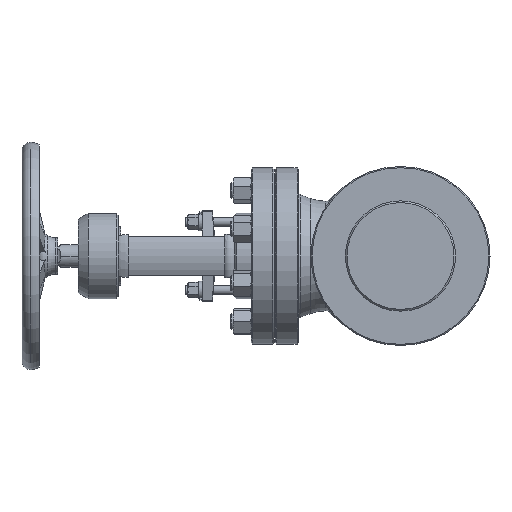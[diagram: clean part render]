
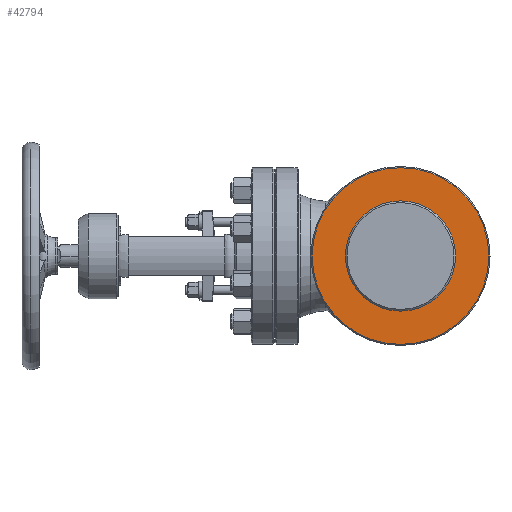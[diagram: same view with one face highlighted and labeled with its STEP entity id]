
A CAD part, left-side view. The second image highlights one B-rep face of the part: STEP entity #42794.
In plain terms, the highlighted planar face has unit normal (-1, 0, 0).
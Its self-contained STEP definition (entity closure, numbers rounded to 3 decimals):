
#1274 = EDGE_LOOP ( 'NONE', ( #22175, #33950 ) ) ;
#2056 = CARTESIAN_POINT ( 'NONE',  ( -247., 0., 0. ) ) ;
#2746 = CARTESIAN_POINT ( 'NONE',  ( -247., 155.5, 0. ) ) ;
#5054 = CIRCLE ( 'NONE', #12300, 155.5 ) ;
#5816 = EDGE_LOOP ( 'NONE', ( #36095, #19933 ) ) ;
#6163 = DIRECTION ( 'NONE',  ( 0., -1., 0. ) ) ;
#8237 = DIRECTION ( 'NONE',  ( 1., 0., 0. ) ) ;
#10358 = FACE_OUTER_BOUND ( 'NONE', #5816, .T. ) ;
#10995 = DIRECTION ( 'NONE',  ( -1., 0., 0. ) ) ;
#12300 = AXIS2_PLACEMENT_3D ( 'NONE', #35312, #10995, #39408 ) ;
#12858 = CARTESIAN_POINT ( 'NONE',  ( -247., -155.5, 0. ) ) ;
#14007 = DIRECTION ( 'NONE',  ( 1., 0., 0. ) ) ;
#15287 = DIRECTION ( 'NONE',  ( -1., 0., 0. ) ) ;
#16126 = VERTEX_POINT ( 'NONE', #23459 ) ;
#18949 = EDGE_CURVE ( 'NONE', #30175, #41968, #5054, .T. ) ;
#19933 = ORIENTED_EDGE ( 'NONE', *, *, #18949, .T. ) ;
#22175 = ORIENTED_EDGE ( 'NONE', *, *, #23590, .T. ) ;
#22215 = CIRCLE ( 'NONE', #41666, 97. ) ;
#22402 = FACE_BOUND ( 'NONE', #1274, .T. ) ;
#23459 = CARTESIAN_POINT ( 'NONE',  ( -247., -97., 0. ) ) ;
#23590 = EDGE_CURVE ( 'NONE', #34936, #16126, #22215, .T. ) ;
#24850 = AXIS2_PLACEMENT_3D ( 'NONE', #2056, #30478, #6163 ) ;
#30175 = VERTEX_POINT ( 'NONE', #12858 ) ;
#30478 = DIRECTION ( 'NONE',  ( -1., 0., 0. ) ) ;
#32562 = CARTESIAN_POINT ( 'NONE',  ( -247., 0., 0. ) ) ;
#33950 = ORIENTED_EDGE ( 'NONE', *, *, #50513, .T. ) ;
#34859 = AXIS2_PLACEMENT_3D ( 'NONE', #38353, #14007, #42419 ) ;
#34936 = VERTEX_POINT ( 'NONE', #48789 ) ;
#35312 = CARTESIAN_POINT ( 'NONE',  ( -247., 0., 0. ) ) ;
#35440 = EDGE_CURVE ( 'NONE', #41968, #30175, #50423, .T. ) ;
#36095 = ORIENTED_EDGE ( 'NONE', *, *, #35440, .T. ) ;
#36656 = DIRECTION ( 'NONE',  ( 0., 1., 0. ) ) ;
#37393 = AXIS2_PLACEMENT_3D ( 'NONE', #39653, #15287, #43693 ) ;
#37664 = CIRCLE ( 'NONE', #34859, 97. ) ;
#38353 = CARTESIAN_POINT ( 'NONE',  ( -247., 0., 0. ) ) ;
#39408 = DIRECTION ( 'NONE',  ( 0., -1., 0. ) ) ;
#39653 = CARTESIAN_POINT ( 'NONE',  ( -247., 97., 0. ) ) ;
#41666 = AXIS2_PLACEMENT_3D ( 'NONE', #32562, #8237, #36656 ) ;
#41968 = VERTEX_POINT ( 'NONE', #2746 ) ;
#42419 = DIRECTION ( 'NONE',  ( 0., 1., 0. ) ) ;
#42794 = ADVANCED_FACE ( 'NONE', ( #10358, #22402 ), #43520, .T. ) ;
#43520 = PLANE ( 'NONE',  #37393 ) ;
#43693 = DIRECTION ( 'NONE',  ( 0., -1., 0. ) ) ;
#48789 = CARTESIAN_POINT ( 'NONE',  ( -247., 97., 0. ) ) ;
#50423 = CIRCLE ( 'NONE', #24850, 155.5 ) ;
#50513 = EDGE_CURVE ( 'NONE', #16126, #34936, #37664, .T. ) ;
